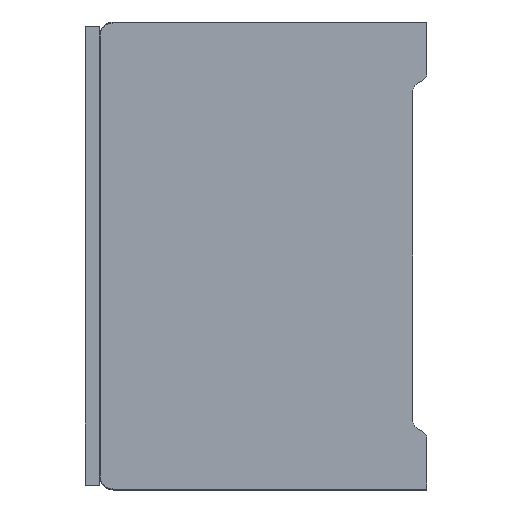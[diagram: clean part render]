
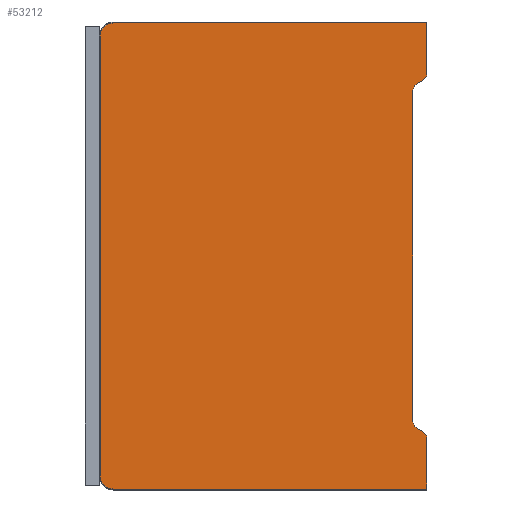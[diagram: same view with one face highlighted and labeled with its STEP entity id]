
A CAD part, left-side view. The second image highlights one B-rep face of the part: STEP entity #53212.
In plain terms, the highlighted planar face has unit normal (-1, 0, 0).
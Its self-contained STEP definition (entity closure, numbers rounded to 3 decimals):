
#10236=DIRECTION('',(0.,0.,1.));
#10237=VECTOR('',#10236,10.8);
#10238=CARTESIAN_POINT('',(0.,0.,-99.8));
#10239=LINE('',#10238,#10237);
#10292=DIRECTION('',(0.,0.,1.));
#10293=VECTOR('',#10292,70.226);
#10294=CARTESIAN_POINT('',(0.,3.,-85.113));
#10295=LINE('',#10294,#10293);
#10397=DIRECTION('',(0.,0.,1.));
#10398=VECTOR('',#10397,10.8);
#10399=CARTESIAN_POINT('',(0.,0.,-11.));
#10400=LINE('',#10399,#10398);
#10676=CARTESIAN_POINT('',(0.,67.,-97.));
#10677=DIRECTION('',(1.,0.,0.));
#10678=DIRECTION('',(0.,0.,-1.));
#10679=AXIS2_PLACEMENT_3D('',#10676,#10677,#10678);
#10681=CARTESIAN_POINT('',(0.,67.,-3.));
#10682=DIRECTION('',(1.,0.,0.));
#10683=DIRECTION('',(0.,1.,0.));
#10684=AXIS2_PLACEMENT_3D('',#10681,#10682,#10683);
#10686=CARTESIAN_POINT('',(0.,1.732,-11.));
#10687=DIRECTION('',(1.,0.,0.));
#10688=DIRECTION('',(0.,-1.,0.));
#10689=AXIS2_PLACEMENT_3D('',#10686,#10687,#10688);
#10691=DIRECTION('',(0.,0.866,-0.5));
#10692=VECTOR('',#10691,1.309);
#10693=CARTESIAN_POINT('',(0.,0.866,-12.5));
#10694=LINE('',#10693,#10692);
#10695=CARTESIAN_POINT('',(0.,1.,-14.887));
#10696=DIRECTION('',(-1.,0.,0.));
#10697=DIRECTION('',(0.,0.5,0.866));
#10698=AXIS2_PLACEMENT_3D('',#10695,#10696,#10697);
#10700=CARTESIAN_POINT('',(0.,1.,-85.113));
#10701=DIRECTION('',(-1.,0.,0.));
#10702=DIRECTION('',(0.,1.,0.));
#10703=AXIS2_PLACEMENT_3D('',#10700,#10701,#10702);
#10705=DIRECTION('',(0.,-0.866,-0.5));
#10706=VECTOR('',#10705,1.309);
#10707=CARTESIAN_POINT('',(0.,2.,-86.845));
#10708=LINE('',#10707,#10706);
#10709=CARTESIAN_POINT('',(0.,1.732,-89.));
#10710=DIRECTION('',(1.,0.,0.));
#10711=DIRECTION('',(0.,-0.5,0.866));
#10712=AXIS2_PLACEMENT_3D('',#10709,#10710,#10711);
#10718=DIRECTION('',(0.,-1.,0.));
#10719=VECTOR('',#10718,67.);
#10720=CARTESIAN_POINT('',(0.,67.,
-99.8));
#10721=LINE('',#10720,#10719);
#10722=DIRECTION('',(0.,0.,-1.));
#10723=VECTOR('',#10722,94.);
#10724=CARTESIAN_POINT('',(0.,69.8,
-3.));
#10725=LINE('',#10724,#10723);
#10745=DIRECTION('',(0.,1.,0.));
#10746=VECTOR('',#10745,67.);
#10747=CARTESIAN_POINT('',(0.,0.,-0.2));
#10748=LINE('',#10747,#10746);
#35165=CARTESIAN_POINT('',(0.,67.,
-99.8));
#35166=CARTESIAN_POINT('',(0.,69.8,
-97.));
#35167=VERTEX_POINT('',#35165);
#35168=VERTEX_POINT('',#35166);
#35169=CARTESIAN_POINT('',(0.,0.,-99.8));
#35170=VERTEX_POINT('',#35169);
#35171=CARTESIAN_POINT('',(0.,69.8,
-3.));
#35172=VERTEX_POINT('',#35171);
#35173=CARTESIAN_POINT('',(0.,67.,
-0.2));
#35174=VERTEX_POINT('',#35173);
#35175=CARTESIAN_POINT('',(0.,0.,-0.2));
#35176=VERTEX_POINT('',#35175);
#35177=CARTESIAN_POINT('',(0.,0.,-11.));
#35178=VERTEX_POINT('',#35177);
#35179=CARTESIAN_POINT('',(0.,0.866,-12.5));
#35180=VERTEX_POINT('',#35179);
#35181=CARTESIAN_POINT('',(0.,2.,-13.155));
#35182=VERTEX_POINT('',#35181);
#35183=CARTESIAN_POINT('',(0.,3.,-14.887));
#35184=VERTEX_POINT('',#35183);
#35185=CARTESIAN_POINT('',(0.,3.,-85.113));
#35186=VERTEX_POINT('',#35185);
#35187=CARTESIAN_POINT('',(0.,2.,
-86.845));
#35188=VERTEX_POINT('',#35187);
#35189=CARTESIAN_POINT('',(0.,0.866,-87.5));
#35190=VERTEX_POINT('',#35189);
#35191=CARTESIAN_POINT('',(0.,0.,-89.));
#35192=VERTEX_POINT('',#35191);
#53187=CARTESIAN_POINT('',(0.,34.9,-50.));
#53188=DIRECTION('',(1.,0.,0.));
#53189=DIRECTION('',(0.,0.,1.));
#53190=AXIS2_PLACEMENT_3D('',#53187,#53188,#53189);
#53191=PLANE('',#53190);
#53193=ORIENTED_EDGE('',*,*,#53192,.F.);
#53194=ORIENTED_EDGE('',*,*,#53177,.T.);
#53196=ORIENTED_EDGE('',*,*,#53195,.F.);
#53198=ORIENTED_EDGE('',*,*,#53197,.T.);
#53200=ORIENTED_EDGE('',*,*,#53199,.F.);
#53201=ORIENTED_EDGE('',*,*,#52858,.F.);
#53202=ORIENTED_EDGE('',*,*,#52838,.T.);
#53203=ORIENTED_EDGE('',*,*,#52817,.T.);
#53204=ORIENTED_EDGE('',*,*,#52796,.T.);
#53205=ORIENTED_EDGE('',*,*,#52751,.F.);
#53206=ORIENTED_EDGE('',*,*,#52730,.T.);
#53207=ORIENTED_EDGE('',*,*,#52709,.T.);
#53208=ORIENTED_EDGE('',*,*,#52688,.T.);
#53209=ORIENTED_EDGE('',*,*,#52667,.F.);
#53210=EDGE_LOOP('',(#53193,#53194,#53196,#53198,#53200,#53201,#53202,#53203,
#53204,#53205,#53206,#53207,#53208,#53209));
#53211=FACE_OUTER_BOUND('',#53210,.F.);
#10680=CIRCLE('',#10679,2.8);
#10685=CIRCLE('',#10684,2.8);
#10690=CIRCLE('',#10689,1.732);
#10699=CIRCLE('',#10698,2.);
#10704=CIRCLE('',#10703,2.);
#10713=CIRCLE('',#10712,1.732);
#52667=EDGE_CURVE('',#35170,#35192,#10239,.T.);
#52688=EDGE_CURVE('',#35190,#35192,#10713,.T.);
#52709=EDGE_CURVE('',#35188,#35190,#10708,.T.);
#52730=EDGE_CURVE('',#35186,#35188,#10704,.T.);
#52751=EDGE_CURVE('',#35186,#35184,#10295,.T.);
#52796=EDGE_CURVE('',#35182,#35184,#10699,.T.);
#52817=EDGE_CURVE('',#35180,#35182,#10694,.T.);
#52838=EDGE_CURVE('',#35178,#35180,#10690,.T.);
#52858=EDGE_CURVE('',#35178,#35176,#10400,.T.);
#53177=EDGE_CURVE('',#35167,#35168,#10680,.T.);
#53192=EDGE_CURVE('',#35167,#35170,#10721,.T.);
#53195=EDGE_CURVE('',#35172,#35168,#10725,.T.);
#53197=EDGE_CURVE('',#35172,#35174,#10685,.T.);
#53199=EDGE_CURVE('',#35176,#35174,#10748,.T.);
#53212=ADVANCED_FACE('',(#53211),#53191,.F.);
